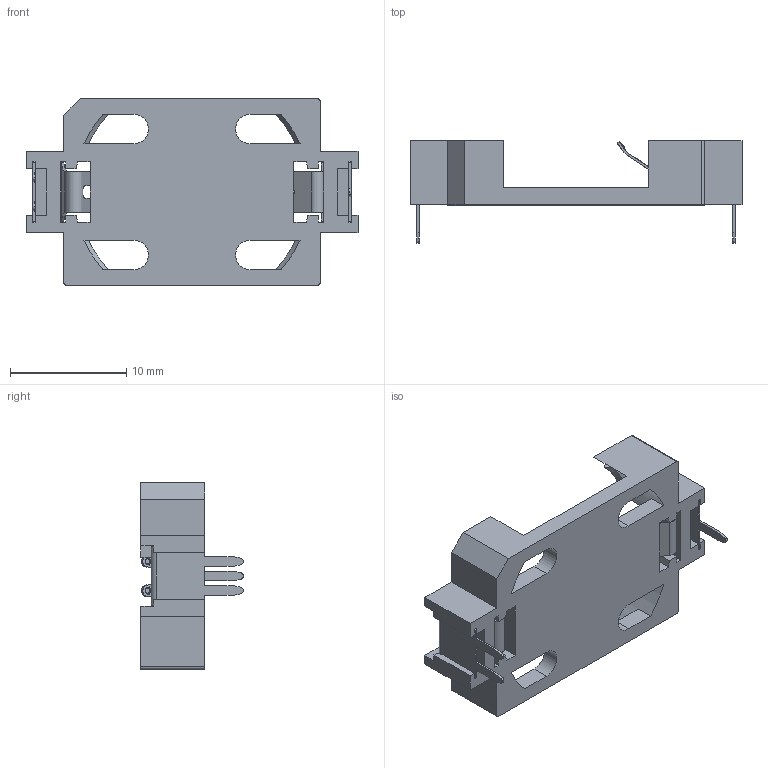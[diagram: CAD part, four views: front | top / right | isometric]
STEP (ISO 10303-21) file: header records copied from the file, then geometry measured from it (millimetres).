
FILE_DESCRIPTION (( 'STEP AP214' ), '1' );
FILE_NAME ('BAT-HLD-014-THM.STEP', '2023-03-17T18:50:59', ( '' ), ( '' ), 'SwSTEP 2.0', 'SolidWorks 2021', '' );
FILE_SCHEMA (( 'AUTOMOTIVE_DESIGN' ));
Length unit declared in the file: millimetre
Products named in the file (1): BAT-HLD-014-THM
Bounding box: 28.5 x 8.8 x 16 mm (x, y, z)
Volume: 812.4 mm3; surface area: 1719.4 mm2
Topology: 3 solids, 3 shells, 348 faces, 930 edges, 596 vertices
Faces by surface type: plane 233, cylinder 69, torus 28, bspline 10, cone 8
Entity records: 11095 total; most frequent: CARTESIAN_POINT 2312, ORIENTED_EDGE 1860, DIRECTION 1784, EDGE_CURVE 930, LINE 642, VECTOR 642, VERTEX_POINT 596, AXIS2_PLACEMENT_3D 571
